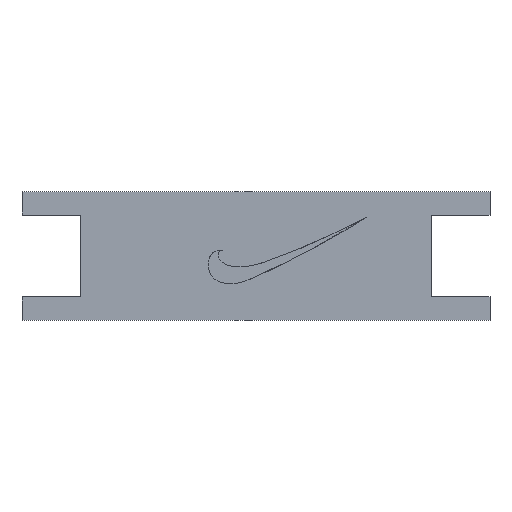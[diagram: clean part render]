
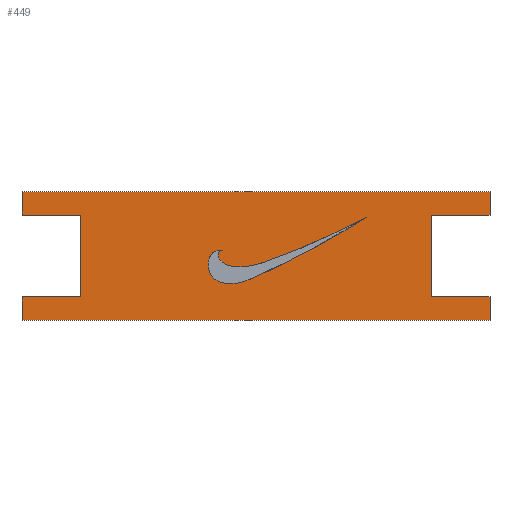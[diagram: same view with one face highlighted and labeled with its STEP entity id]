
A CAD part, top view. The second image highlights one B-rep face of the part: STEP entity #449.
In plain terms, the highlighted planar face has unit normal (0, 0, 1).
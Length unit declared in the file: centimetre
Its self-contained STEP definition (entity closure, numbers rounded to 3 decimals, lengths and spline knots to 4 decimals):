
#43 = CARTESIAN_POINT ( 'NONE',  ( -4.8311, 1.4244, 0.2 ) ) ;
#48 = EDGE_CURVE ( 'NONE', #552, #477, #66, .T. ) ;
#49 = VECTOR ( 'NONE', #553, 100. ) ;
#51 = EDGE_CURVE ( 'NONE', #426, #185, #377, .T. ) ;
#56 = VECTOR ( 'NONE', #227, 100. ) ;
#57 = CARTESIAN_POINT ( 'NONE',  ( 8.7665, -0.2595, 0.2 ) ) ;
#58 = ORIENTED_EDGE ( 'NONE', *, *, #533, .T. ) ;
#66 = LINE ( 'NONE', #115, #85 ) ;
#70 = VERTEX_POINT ( 'NONE', #235 ) ;
#71 = DIRECTION ( 'NONE',  ( 0., 1., 0. ) ) ;
#79 = CARTESIAN_POINT ( 'NONE',  ( 15.1689, -3.0756, 0.2 ) ) ;
#84 = CARTESIAN_POINT ( 'NONE',  ( -4.8311, 1.4244, 0.2 ) ) ;
#85 = VECTOR ( 'NONE', #382, 100. ) ;
#86 = PLANE ( 'NONE',  #264 ) ;
#95 = ORIENTED_EDGE ( 'NONE', *, *, #390, .T. ) ;
#102 = CARTESIAN_POINT ( 'NONE',  ( 6.519, -1.6179, 0.2 ) ) ;
#103 = ORIENTED_EDGE ( 'NONE', *, *, #350, .T. ) ;
#106 = CARTESIAN_POINT ( 'NONE',  ( 9.8853, 0.3337, 0.2 ) ) ;
#115 = CARTESIAN_POINT ( 'NONE',  ( -4.8311, -3.0756, 0.2 ) ) ;
#121 = VECTOR ( 'NONE', #437, 100. ) ;
#124 = EDGE_CURVE ( 'NONE', #248, #70, #309, .T. ) ;
#134 = EDGE_CURVE ( 'NONE', #513, #561, #464, .T. ) ;
#136 = DIRECTION ( 'NONE',  ( -1., 0., 0. ) ) ;
#140 = CARTESIAN_POINT ( 'NONE',  ( 15.1689, 1.4244, 0.2 ) ) ;
#144 = VERTEX_POINT ( 'NONE', #476 ) ;
#148 = CARTESIAN_POINT ( 'NONE',  ( 3.5301, -2.3216, 0.2 ) ) ;
#153 = CARTESIAN_POINT ( 'NONE',  ( 3.3474, -1.0624, 0.2 ) ) ;
#157 = ORIENTED_EDGE ( 'NONE', *, *, #540, .T. ) ;
#159 = CARTESIAN_POINT ( 'NONE',  ( 12.6689, 0.4244, 0.2 ) ) ;
#161 = ORIENTED_EDGE ( 'NONE', *, *, #497, .T. ) ;
#162 = CARTESIAN_POINT ( 'NONE',  ( 9.8853, 0.3337, 0.2 ) ) ;
#171 = VECTOR ( 'NONE', #244, 100. ) ;
#184 = CARTESIAN_POINT ( 'NONE',  ( -2.3311, 0.4244, 0.2 ) ) ;
#185 = VERTEX_POINT ( 'NONE', #436 ) ;
#186 = VECTOR ( 'NONE', #557, 100. ) ;
#212 = LINE ( 'NONE', #296, #186 ) ;
#215 = CARTESIAN_POINT ( 'NONE',  ( 15.1689, 1.4244, 0.2 ) ) ;
#219 = CARTESIAN_POINT ( 'NONE',  ( 0., 0., 0.2 ) ) ;
#221 = ORIENTED_EDGE ( 'NONE', *, *, #275, .F. ) ;
#223 = CARTESIAN_POINT ( 'NONE',  ( -2.3311, -3.0756, 0.2 ) ) ;
#226 = EDGE_LOOP ( 'NONE', ( #404, #221 ) ) ;
#227 = DIRECTION ( 'NONE',  ( 0., 1., 0. ) ) ;
#228 = ORIENTED_EDGE ( 'NONE', *, *, #429, .T. ) ;
#231 = ORIENTED_EDGE ( 'NONE', *, *, #490, .T. ) ;
#232 = VECTOR ( 'NONE', #136, 100. ) ;
#235 = CARTESIAN_POINT ( 'NONE',  ( 3.7189, -1.0718, 0.2 ) ) ;
#241 = CARTESIAN_POINT ( 'NONE',  ( 12.6689, -3.0756, 0.2 ) ) ;
#244 = DIRECTION ( 'NONE',  ( 1., 0., 0. ) ) ;
#246 = VERTEX_POINT ( 'NONE', #507 ) ;
#248 = VERTEX_POINT ( 'NONE', #106 ) ;
#249 = CARTESIAN_POINT ( 'NONE',  ( -2.3311, 0.4244, 0.2 ) ) ;
#256 = CARTESIAN_POINT ( 'NONE',  ( 15.1689, -4.0756, 0.2 ) ) ;
#261 = DIRECTION ( 'NONE',  ( 1., 0., 0. ) ) ;
#264 = AXIS2_PLACEMENT_3D ( 'NONE', #219, #527, #397 ) ;
#275 = EDGE_CURVE ( 'NONE', #70, #248, #438, .T. ) ;
#281 = CARTESIAN_POINT ( 'NONE',  ( 3.0816, -1.0333, 0.2 ) ) ;
#282 = CARTESIAN_POINT ( 'NONE',  ( 3.7189, -1.0718, 0.2 ) ) ;
#285 = CARTESIAN_POINT ( 'NONE',  ( 2.9157, -2.417, 0.2 ) ) ;
#295 = ORIENTED_EDGE ( 'NONE', *, *, #48, .T. ) ;
#296 = CARTESIAN_POINT ( 'NONE',  ( -4.8311, 1.4244, 0.2 ) ) ;
#308 = EDGE_CURVE ( 'NONE', #526, #144, #514, .T. ) ;
#309 = B_SPLINE_CURVE_WITH_KNOTS ( 'NONE', 3,
 ( #372, #57, #412, #148, #153, #282 ),
 .UNSPECIFIED., .F., .F.,
 ( 4, 1, 1, 4 ),
 ( 0., 0.4074, 0.4822, 1. ),
 .UNSPECIFIED. ) ;
#310 = CARTESIAN_POINT ( 'NONE',  ( -4.8311, -3.0756, 0.2 ) ) ;
#313 = CARTESIAN_POINT ( 'NONE',  ( -4.8311, -3.0756, 0.2 ) ) ;
#317 = LINE ( 'NONE', #184, #492 ) ;
#318 = EDGE_LOOP ( 'NONE', ( #341, #348, #157, #295, #161, #95, #228, #519, #103, #410, #58, #231 ) ) ;
#321 = LINE ( 'NONE', #472, #524 ) ;
#324 = LINE ( 'NONE', #566, #408 ) ;
#331 = DIRECTION ( 'NONE',  ( -1., 0., 0. ) ) ;
#334 = CARTESIAN_POINT ( 'NONE',  ( 3.7189, -1.0718, 0.2 ) ) ;
#338 = EDGE_CURVE ( 'NONE', #479, #426, #212, .T. ) ;
#341 = ORIENTED_EDGE ( 'NONE', *, *, #338, .T. ) ;
#348 = ORIENTED_EDGE ( 'NONE', *, *, #51, .T. ) ;
#350 = EDGE_CURVE ( 'NONE', #144, #513, #321, .T. ) ;
#351 = FACE_BOUND ( 'NONE', #226, .T. ) ;
#353 = CARTESIAN_POINT ( 'NONE',  ( -4.8311, 0.4244, 0.2 ) ) ;
#358 = LINE ( 'NONE', #313, #536 ) ;
#362 = CARTESIAN_POINT ( 'NONE',  ( 15.1689, -3.0756, 0.2 ) ) ;
#372 = CARTESIAN_POINT ( 'NONE',  ( 9.8853, 0.3337, 0.2 ) ) ;
#377 = LINE ( 'NONE', #249, #49 ) ;
#382 = DIRECTION ( 'NONE',  ( -1., 0., 0. ) ) ;
#390 = EDGE_CURVE ( 'NONE', #246, #434, #324, .T. ) ;
#395 = FACE_OUTER_BOUND ( 'NONE', #318, .T. ) ;
#397 = DIRECTION ( 'NONE',  ( -1., 0., 0. ) ) ;
#401 = CARTESIAN_POINT ( 'NONE',  ( 15.1689, 0.4244, 0.2 ) ) ;
#402 = DIRECTION ( 'NONE',  ( 0., -1., 0. ) ) ;
#403 = CARTESIAN_POINT ( 'NONE',  ( 12.6689, 0.4244, 0.2 ) ) ;
#404 = ORIENTED_EDGE ( 'NONE', *, *, #124, .F. ) ;
#408 = VECTOR ( 'NONE', #261, 100. ) ;
#410 = ORIENTED_EDGE ( 'NONE', *, *, #134, .T. ) ;
#412 = CARTESIAN_POINT ( 'NONE',  ( 7.422, -0.9046, 0.2 ) ) ;
#426 = VERTEX_POINT ( 'NONE', #353 ) ;
#429 = EDGE_CURVE ( 'NONE', #434, #526, #568, .T. ) ;
#434 = VERTEX_POINT ( 'NONE', #256 ) ;
#436 = CARTESIAN_POINT ( 'NONE',  ( -2.3311, 0.4244, 0.2 ) ) ;
#437 = DIRECTION ( 'NONE',  ( 0., 1., 0. ) ) ;
#438 = B_SPLINE_CURVE_WITH_KNOTS ( 'NONE', 3,
 ( #334, #281, #285, #504, #102, #520, #162 ),
 .UNSPECIFIED., .F., .F.,
 ( 4, 1, 1, 1, 4 ),
 ( 0., 0.1632, 0.2918, 0.3883, 1. ),
 .UNSPECIFIED. ) ;
#449 = ADVANCED_FACE ( 'NONE', ( #351, #395 ), #86, .F. ) ;
#450 = VECTOR ( 'NONE', #331, 100. ) ;
#451 = VERTEX_POINT ( 'NONE', #215 ) ;
#452 = LINE ( 'NONE', #43, #232 ) ;
#464 = LINE ( 'NONE', #159, #171 ) ;
#472 = CARTESIAN_POINT ( 'NONE',  ( 12.6689, 0.4244, 0.2 ) ) ;
#476 = CARTESIAN_POINT ( 'NONE',  ( 12.6689, -3.0756, 0.2 ) ) ;
#477 = VERTEX_POINT ( 'NONE', #310 ) ;
#479 = VERTEX_POINT ( 'NONE', #84 ) ;
#490 = EDGE_CURVE ( 'NONE', #451, #479, #452, .T. ) ;
#492 = VECTOR ( 'NONE', #493, 100. ) ;
#493 = DIRECTION ( 'NONE',  ( 0., -1., 0. ) ) ;
#497 = EDGE_CURVE ( 'NONE', #477, #246, #358, .T. ) ;
#504 = CARTESIAN_POINT ( 'NONE',  ( 4.325, -2.5853, 0.2 ) ) ;
#507 = CARTESIAN_POINT ( 'NONE',  ( -4.8311, -4.0756, 0.2 ) ) ;
#513 = VERTEX_POINT ( 'NONE', #403 ) ;
#514 = LINE ( 'NONE', #241, #450 ) ;
#519 = ORIENTED_EDGE ( 'NONE', *, *, #308, .T. ) ;
#520 = CARTESIAN_POINT ( 'NONE',  ( 8.3997, -0.6385, 0.2 ) ) ;
#524 = VECTOR ( 'NONE', #71, 100. ) ;
#526 = VERTEX_POINT ( 'NONE', #362 ) ;
#527 = DIRECTION ( 'NONE',  ( 0., 0., -1. ) ) ;
#533 = EDGE_CURVE ( 'NONE', #561, #451, #538, .T. ) ;
#536 = VECTOR ( 'NONE', #402, 100. ) ;
#538 = LINE ( 'NONE', #140, #56 ) ;
#540 = EDGE_CURVE ( 'NONE', #185, #552, #317, .T. ) ;
#552 = VERTEX_POINT ( 'NONE', #223 ) ;
#553 = DIRECTION ( 'NONE',  ( 1., 0., 0. ) ) ;
#557 = DIRECTION ( 'NONE',  ( 0., -1., 0. ) ) ;
#561 = VERTEX_POINT ( 'NONE', #401 ) ;
#566 = CARTESIAN_POINT ( 'NONE',  ( -4.8311, -4.0756, 0.2 ) ) ;
#568 = LINE ( 'NONE', #79, #121 ) ;
